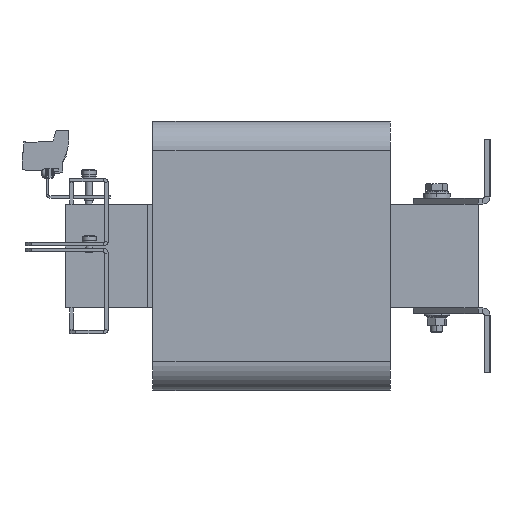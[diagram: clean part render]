
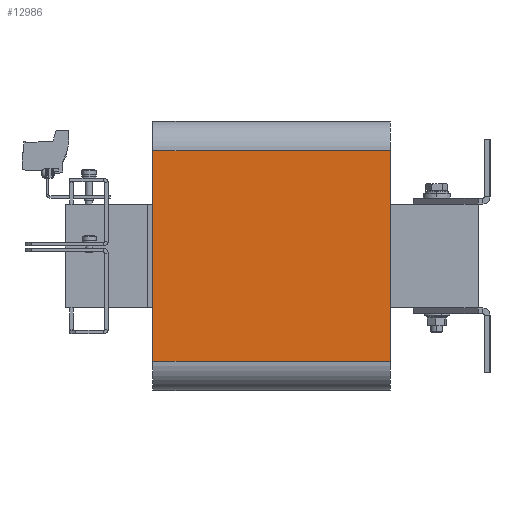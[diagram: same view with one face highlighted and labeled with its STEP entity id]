
A CAD part, left-side view. The second image highlights one B-rep face of the part: STEP entity #12986.
In plain terms, the highlighted planar face has unit normal (-1, 0, 0).
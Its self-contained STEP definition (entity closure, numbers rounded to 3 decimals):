
#1477 = VERTEX_POINT ( 'NONE', #8919 ) ;
#1702 = FACE_OUTER_BOUND ( 'NONE', #12371, .T. ) ;
#1759 = CARTESIAN_POINT ( 'NONE',  ( -209., -100.5, 89. ) ) ;
#1968 = DIRECTION ( 'NONE',  ( 0., -1., 0. ) ) ;
#2071 = CARTESIAN_POINT ( 'NONE',  ( -209., -100.5, 89. ) ) ;
#2740 = VECTOR ( 'NONE', #14283, 1000. ) ;
#5259 = CARTESIAN_POINT ( 'NONE',  ( -209., -100.5, -89. ) ) ;
#5546 = EDGE_CURVE ( 'Defeature ausgef�hrt2_28+Defeature ausgef�hrt2_36+Defeature ausgef�hrt2_35+Defeature ausgef�hrt2_29', #13553, #1477, #6780, .T. ) ;
#5674 = DIRECTION ( 'NONE',  ( 0., 0., 1. ) ) ;
#6780 = LINE ( 'NONE', #15111, #9606 ) ;
#8014 = DIRECTION ( 'NONE',  ( 0., -1., 0. ) ) ;
#8828 = DIRECTION ( 'NONE',  ( 1., 0., 0. ) ) ;
#8919 = CARTESIAN_POINT ( 'NONE',  ( -209., 100.5, 89. ) ) ;
#9060 = LINE ( 'NONE', #2071, #22757 ) ;
#9076 = CARTESIAN_POINT ( 'NONE',  ( -209., 100.5, 89. ) ) ;
#9606 = VECTOR ( 'NONE', #11579, 1000. ) ;
#9959 = CARTESIAN_POINT ( 'NONE',  ( -209., 100.5, -89. ) ) ;
#10316 = EDGE_CURVE ( 'Defeature ausgef�hrt2_36+Defeature ausgef�hrt2_35+Defeature ausgef�hrt2_28+Defeature ausgef�hrt2_23', #13553, #19492, #20681, .T. ) ;
#11450 = ORIENTED_EDGE ( 'NONE', *, *, #14227, .F. ) ;
#11579 = DIRECTION ( 'NONE',  ( 0., 0., 1. ) ) ;
#12371 = EDGE_LOOP ( 'NONE', ( #22163, #11450, #14080, #18110 ) ) ;
#12452 = CARTESIAN_POINT ( 'NONE',  ( -209., 100.5, -89. ) ) ;
#12986 = ADVANCED_FACE ( 'Defeature ausgef�hrt2_36', ( #1702 ), #19560, .F. ) ;
#13553 = VERTEX_POINT ( 'NONE', #12452 ) ;
#14080 = ORIENTED_EDGE ( 'NONE', *, *, #5546, .F. ) ;
#14227 = EDGE_CURVE ( 'Defeature ausgef�hrt2_29+Defeature ausgef�hrt2_36+Defeature ausgef�hrt2_28+Defeature ausgef�hrt2_23', #1477, #18230, #18115, .T. ) ;
#14283 = DIRECTION ( 'NONE',  ( 0., -1., 0. ) ) ;
#15111 = CARTESIAN_POINT ( 'NONE',  ( -209., 100.5, 89. ) ) ;
#16310 = EDGE_CURVE ( 'Defeature ausgef�hrt2_36+Defeature ausgef�hrt2_23+Defeature ausgef�hrt2_35+Defeature ausgef�hrt2_29', #19492, #18230, #9060, .T. ) ;
#17820 = CARTESIAN_POINT ( 'NONE',  ( -209., 100.5, 89. ) ) ;
#18110 = ORIENTED_EDGE ( 'NONE', *, *, #10316, .T. ) ;
#18115 = LINE ( 'NONE', #9076, #2740 ) ;
#18230 = VERTEX_POINT ( 'NONE', #1759 ) ;
#19492 = VERTEX_POINT ( 'NONE', #5259 ) ;
#19560 = PLANE ( 'NONE',  #20945 ) ;
#20681 = LINE ( 'NONE', #9959, #22585 ) ;
#20945 = AXIS2_PLACEMENT_3D ( 'NONE', #17820, #8828, #1968 ) ;
#22163 = ORIENTED_EDGE ( 'NONE', *, *, #16310, .T. ) ;
#22585 = VECTOR ( 'NONE', #8014, 1000. ) ;
#22757 = VECTOR ( 'NONE', #5674, 1000. ) ;
